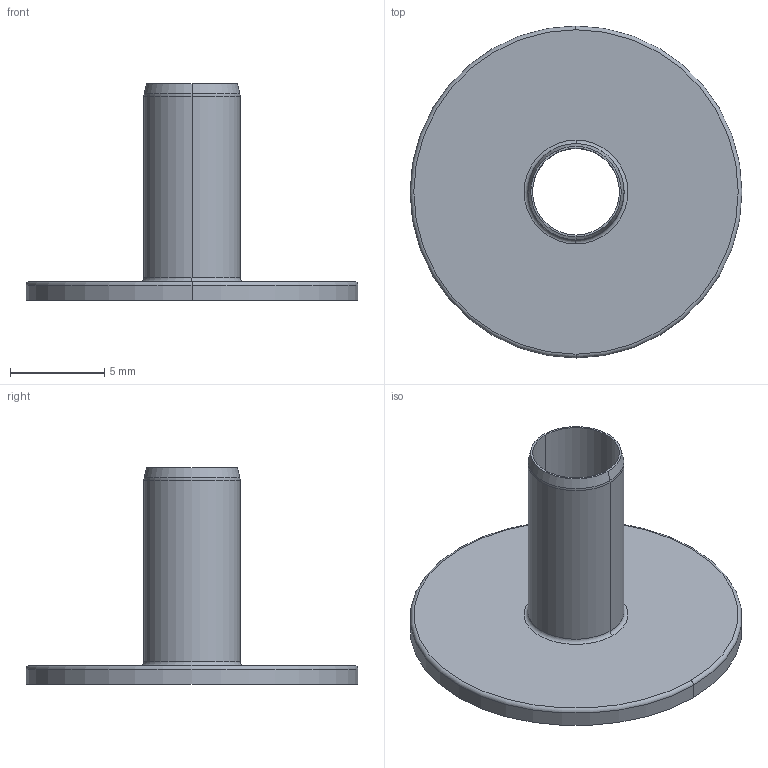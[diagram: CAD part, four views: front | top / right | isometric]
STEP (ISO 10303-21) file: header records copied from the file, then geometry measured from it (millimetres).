
FILE_DESCRIPTION((''),'2;1');
FILE_NAME('13550','2020-01-24T',('cosa01'),(''),'PRO/ENGINEER BY PARAMETRIC TECHNOLOGY CORPORATION, 2014200','PRO/ENGINEER BY PARAMETRIC TECHNOLOGY CORPORATION, 2014200','');
FILE_SCHEMA(('AUTOMOTIVE_DESIGN { 1 0 10303 214 1 1 1 1 }'));
Length unit declared in the file: millimetre
Products named in the file (1): 13550
Bounding box: 17.6 x 17.6 x 11.5 mm (x, y, z)
Volume: 262.2 mm3; surface area: 828.8 mm2
Topology: 1 solids, 1 shells, 19 faces, 38 edges, 22 vertices
Faces by surface type: torus 8, cylinder 6, plane 3, cone 2
Entity records: 865 total; most frequent: DIRECTION 106, CARTESIAN_POINT 81, ORIENTED_EDGE 76, PROPERTY_DEFINITION 58, REPRESENTATION 57, PROPERTY_DEFINITION_REPRESENTATION 57, GENERAL_PROPERTY 50, GENERAL_PROPERTY_ASSOCIATION 50
